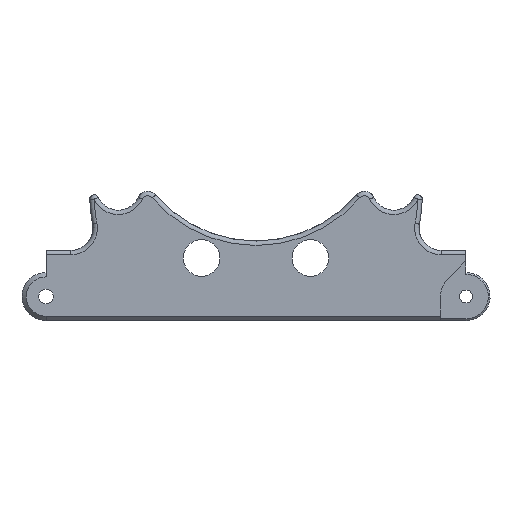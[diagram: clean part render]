
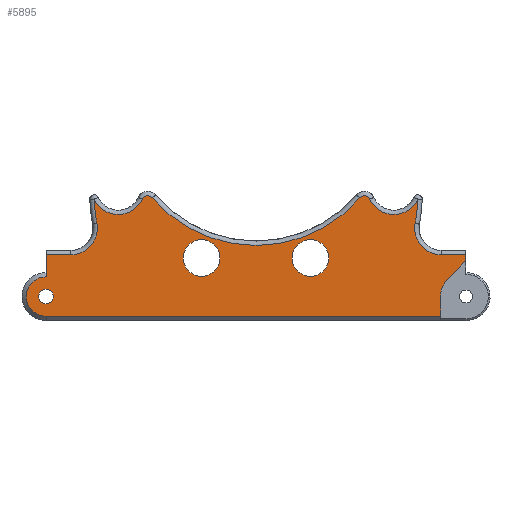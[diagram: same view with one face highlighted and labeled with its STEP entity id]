
A CAD part, front view. The second image highlights one B-rep face of the part: STEP entity #5895.
In plain terms, the highlighted planar face has unit normal (0, -1, 0).
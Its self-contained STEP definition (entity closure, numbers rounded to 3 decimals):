
#155=FACE_BOUND('',#1014,.T.);
#156=FACE_BOUND('',#1015,.T.);
#157=FACE_BOUND('',#1016,.T.);
#274=PLANE('',#6603);
#643=FACE_OUTER_BOUND('',#1013,.T.);
#1013=EDGE_LOOP('',(#5277,#5278,#5279,#5280,#5281,#5282,#5283,#5284,#5285,
#5286,#5287,#5288,#5289,#5290,#5291,#5292,#5293,#5294));
#1014=EDGE_LOOP('',(#5295));
#1015=EDGE_LOOP('',(#5296));
#1016=EDGE_LOOP('',(#5297));
#1152=LINE('',#8856,#1614);
#1154=LINE('',#8860,#1616);
#1192=LINE('',#8929,#1654);
#1309=LINE('',#9236,#1771);
#1441=LINE('',#9856,#1903);
#1491=LINE('',#10359,#1953);
#1498=LINE('',#10438,#1960);
#1614=VECTOR('',#6955,10.);
#1616=VECTOR('',#6959,10.);
#1654=VECTOR('',#7033,10.);
#1771=VECTOR('',#7288,10.);
#1903=VECTOR('',#7886,10.);
#1953=VECTOR('',#8312,10.);
#1960=VECTOR('',#8405,10.);
#1991=CIRCLE('',#5967,1.65);
#2037=CIRCLE('',#6047,5.75);
#2180=CIRCLE('',#6365,39.);
#2182=CIRCLE('',#6368,6.);
#2186=CIRCLE('',#6374,1.35);
#2189=CIRCLE('',#6378,6.);
#2214=CIRCLE('',#6427,4.15);
#2292=CIRCLE('',#6551,39.);
#2296=CIRCLE('',#6556,6.);
#2299=CIRCLE('',#6561,31.);
#2301=CIRCLE('',#6564,1.35);
#2304=CIRCLE('',#6568,6.);
#2322=CIRCLE('',#6602,4.45);
#2323=CIRCLE('',#6604,4.15);
#2356=VERTEX_POINT('',#8568);
#2468=VERTEX_POINT('',#8849);
#2469=VERTEX_POINT('',#8850);
#2470=VERTEX_POINT('',#8855);
#2471=VERTEX_POINT('',#8859);
#2484=VERTEX_POINT('',#8927);
#2592=VERTEX_POINT('',#9233);
#2593=VERTEX_POINT('',#9235);
#2731=VERTEX_POINT('',#9843);
#2733=VERTEX_POINT('',#9847);
#2734=VERTEX_POINT('',#9851);
#2736=VERTEX_POINT('',#9859);
#2738=VERTEX_POINT('',#9863);
#2762=VERTEX_POINT('',#10011);
#2834=VERTEX_POINT('',#10347);
#2835=VERTEX_POINT('',#10349);
#2837=VERTEX_POINT('',#10355);
#2839=VERTEX_POINT('',#10364);
#2841=VERTEX_POINT('',#10369);
#2852=VERTEX_POINT('',#10437);
#2853=VERTEX_POINT('',#10443);
#2892=EDGE_CURVE('',#2356,#2356,#1991,.T.);
#3027=EDGE_CURVE('',#2468,#2469,#2037,.T.);
#3030=EDGE_CURVE('',#2469,#2470,#1152,.T.);
#3032=EDGE_CURVE('',#2471,#2468,#1154,.T.);
#3072=EDGE_CURVE('',#2470,#2484,#1192,.T.);
#3221=EDGE_CURVE('',#2592,#2593,#1309,.T.);
#3479=EDGE_CURVE('',#2731,#2733,#2180,.T.);
#3481=EDGE_CURVE('',#2734,#2731,#2182,.T.);
#3483=EDGE_CURVE('',#2484,#2734,#1441,.T.);
#3487=EDGE_CURVE('',#2736,#2738,#2186,.T.);
#3490=EDGE_CURVE('',#2733,#2736,#2189,.T.);
#3535=EDGE_CURVE('',#2762,#2762,#2214,.T.);
#3658=EDGE_CURVE('',#2834,#2835,#2292,.T.);
#3662=EDGE_CURVE('',#2837,#2834,#2296,.T.);
#3663=EDGE_CURVE('',#2593,#2837,#1491,.T.);
#3667=EDGE_CURVE('',#2738,#2839,#2299,.T.);
#3669=EDGE_CURVE('',#2841,#2839,#2301,.T.);
#3672=EDGE_CURVE('',#2835,#2841,#2304,.T.);
#3696=EDGE_CURVE('',#2852,#2471,#1498,.T.);
#3698=EDGE_CURVE('',#2852,#2592,#2322,.T.);
#3699=EDGE_CURVE('',#2853,#2853,#2323,.T.);
#5277=ORIENTED_EDGE('',*,*,#3030,.T.);
#5278=ORIENTED_EDGE('',*,*,#3072,.T.);
#5279=ORIENTED_EDGE('',*,*,#3483,.T.);
#5280=ORIENTED_EDGE('',*,*,#3481,.T.);
#5281=ORIENTED_EDGE('',*,*,#3479,.T.);
#5282=ORIENTED_EDGE('',*,*,#3490,.T.);
#5283=ORIENTED_EDGE('',*,*,#3487,.T.);
#5284=ORIENTED_EDGE('',*,*,#3667,.T.);
#5285=ORIENTED_EDGE('',*,*,#3669,.F.);
#5286=ORIENTED_EDGE('',*,*,#3672,.F.);
#5287=ORIENTED_EDGE('',*,*,#3658,.F.);
#5288=ORIENTED_EDGE('',*,*,#3662,.F.);
#5289=ORIENTED_EDGE('',*,*,#3663,.F.);
#5290=ORIENTED_EDGE('',*,*,#3221,.F.);
#5291=ORIENTED_EDGE('',*,*,#3698,.F.);
#5292=ORIENTED_EDGE('',*,*,#3696,.T.);
#5293=ORIENTED_EDGE('',*,*,#3032,.T.);
#5294=ORIENTED_EDGE('',*,*,#3027,.T.);
#5295=ORIENTED_EDGE('',*,*,#2892,.T.);
#5296=ORIENTED_EDGE('',*,*,#3535,.F.);
#5297=ORIENTED_EDGE('',*,*,#3699,.T.);
#5895=ADVANCED_FACE('',(#643,#155,#156,#157),#274,.F.);
#5967=AXIS2_PLACEMENT_3D('',#8569,#6700,#6701);
#6047=AXIS2_PLACEMENT_3D('',#8851,#6949,#6950);
#6365=AXIS2_PLACEMENT_3D('',#9849,#7875,#7876);
#6368=AXIS2_PLACEMENT_3D('',#9853,#7881,#7882);
#6374=AXIS2_PLACEMENT_3D('',#9865,#7895,#7896);
#6378=AXIS2_PLACEMENT_3D('',#9870,#7903,#7904);
#6427=AXIS2_PLACEMENT_3D('',#10012,#8015,#8016);
#6551=AXIS2_PLACEMENT_3D('',#10350,#8298,#8299);
#6556=AXIS2_PLACEMENT_3D('',#10357,#8308,#8309);
#6561=AXIS2_PLACEMENT_3D('',#10366,#8320,#8321);
#6564=AXIS2_PLACEMENT_3D('',#10371,#8326,#8327);
#6568=AXIS2_PLACEMENT_3D('',#10376,#8334,#8335);
#6602=AXIS2_PLACEMENT_3D('',#10441,#8409,#8410);
#6603=AXIS2_PLACEMENT_3D('',#10442,#8411,#8412);
#6604=AXIS2_PLACEMENT_3D('',#10444,#8413,#8414);
#6700=DIRECTION('center_axis',(0.,1.,0.));
#6701=DIRECTION('ref_axis',(1.,0.,0.));
#6949=DIRECTION('center_axis',(0.,1.,0.));
#6950=DIRECTION('ref_axis',(-1.,0.,0.));
#6955=DIRECTION('',(0.707,0.,0.707));
#6959=DIRECTION('',(0.,0.,1.));
#7033=DIRECTION('',(0.,0.,1.));
#7288=DIRECTION('',(0.,0.,1.));
#7875=DIRECTION('center_axis',(0.,-1.,0.));
#7876=DIRECTION('ref_axis',(0.993,0.,-0.115));
#7881=DIRECTION('center_axis',(0.,1.,0.));
#7882=DIRECTION('ref_axis',(-0.769,0.,-0.639));
#7886=DIRECTION('',(-1.,0.,0.));
#7895=DIRECTION('center_axis',(0.,-1.,0.));
#7896=DIRECTION('ref_axis',(0.137,0.,0.991));
#7903=DIRECTION('center_axis',(0.,1.,0.));
#7904=DIRECTION('ref_axis',(0.,0.,-1.));
#8015=DIRECTION('center_axis',(0.,-1.,0.));
#8016=DIRECTION('ref_axis',(-1.,0.,0.));
#8298=DIRECTION('center_axis',(0.,1.,0.));
#8299=DIRECTION('ref_axis',(-0.993,0.,-0.115));
#8308=DIRECTION('center_axis',(0.,-1.,0.));
#8309=DIRECTION('ref_axis',(0.769,0.,-0.639));
#8312=DIRECTION('',(1.,0.,0.));
#8320=DIRECTION('center_axis',(0.,1.,0.));
#8321=DIRECTION('ref_axis',(0.417,0.,-0.909));
#8326=DIRECTION('center_axis',(0.,1.,0.));
#8327=DIRECTION('ref_axis',(-0.137,0.,0.991));
#8334=DIRECTION('center_axis',(0.,-1.,0.));
#8335=DIRECTION('ref_axis',(0.,0.,-1.));
#8405=DIRECTION('',(1.,0.,0.));
#8409=DIRECTION('center_axis',(0.,1.,0.));
#8410=DIRECTION('ref_axis',(0.,0.,1.));
#8411=DIRECTION('center_axis',(0.,1.,0.));
#8412=DIRECTION('ref_axis',(0.,0.,1.));
#8413=DIRECTION('center_axis',(0.,1.,0.));
#8414=DIRECTION('ref_axis',(1.,0.,0.));
#8568=CARTESIAN_POINT('',(-49.15,0.,5.45));
#8569=CARTESIAN_POINT('Origin',(-47.5,0.,5.45));
#8849=CARTESIAN_POINT('',(41.75,0.,5.45));
#8850=CARTESIAN_POINT('',(43.434,0.,9.516));
#8851=CARTESIAN_POINT('Origin',(47.5,0.,5.45));
#8855=CARTESIAN_POINT('',(47.45,0.,13.532));
#8856=CARTESIAN_POINT('',(29.144,0.,-4.774));
#8859=CARTESIAN_POINT('',(41.75,0.,1.));
#8860=CARTESIAN_POINT('',(41.75,0.,9.841));
#8927=CARTESIAN_POINT('',(47.45,0.,14.9));
#8929=CARTESIAN_POINT('',(47.45,0.,10.9));
#9233=CARTESIAN_POINT('',(-47.45,0.,9.9));
#9235=CARTESIAN_POINT('',(-47.45,0.,14.9));
#9236=CARTESIAN_POINT('',(-47.45,0.,10.9));
#9843=CARTESIAN_POINT('',(35.985,0.,22.005));
#9847=CARTESIAN_POINT('',(36.615,0.,27.464));
#9849=CARTESIAN_POINT('Origin',(-2.347,0.,29.191));
#9851=CARTESIAN_POINT('',(41.883,0.,14.9));
#9853=CARTESIAN_POINT('Origin',(41.883,0.,20.9));
#9856=CARTESIAN_POINT('',(36.963,0.,14.9));
#9859=CARTESIAN_POINT('',(25.739,0.,27.464));
#9863=CARTESIAN_POINT('',(23.493,0.,27.774));
#9865=CARTESIAN_POINT('Origin',(24.516,0.,26.894));
#9870=CARTESIAN_POINT('Origin',(31.177,0.,30.));
#10011=CARTESIAN_POINT('',(16.463,0.,14.171));
#10012=CARTESIAN_POINT('Origin',(12.313,0.,14.171));
#10347=CARTESIAN_POINT('',(-35.985,0.,22.005));
#10349=CARTESIAN_POINT('',(-36.615,0.,27.464));
#10350=CARTESIAN_POINT('Origin',(2.347,0.,29.191));
#10355=CARTESIAN_POINT('',(-41.883,0.,14.9));
#10357=CARTESIAN_POINT('Origin',(-41.883,0.,20.9));
#10359=CARTESIAN_POINT('',(-36.963,0.,14.9));
#10364=CARTESIAN_POINT('',(-23.493,0.,27.774));
#10366=CARTESIAN_POINT('Origin',(0.,0.,48.));
#10369=CARTESIAN_POINT('',(-25.739,0.,27.464));
#10371=CARTESIAN_POINT('Origin',(-24.516,0.,26.894));
#10376=CARTESIAN_POINT('Origin',(-31.177,0.,30.));
#10437=CARTESIAN_POINT('',(-47.5,0.,1.));
#10438=CARTESIAN_POINT('',(13.238,0.,1.));
#10441=CARTESIAN_POINT('Origin',(-47.5,0.,5.45));
#10442=CARTESIAN_POINT('Origin',(-26.475,0.,14.232));
#10443=CARTESIAN_POINT('',(-16.463,0.,14.171));
#10444=CARTESIAN_POINT('Origin',(-12.313,0.,14.171));
